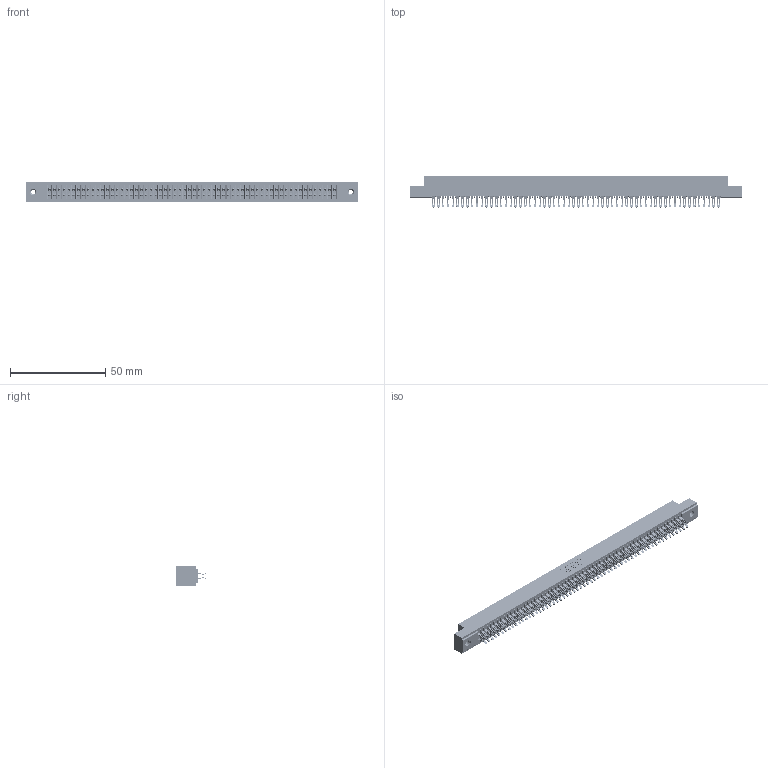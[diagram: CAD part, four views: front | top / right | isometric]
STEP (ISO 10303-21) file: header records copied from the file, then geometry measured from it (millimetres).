
FILE_DESCRIPTION (( 'STEP AP203' ), '1' );
FILE_NAME ('341-120-555-208.STEP', '2018-08-08T15:00:49', ( '' ), ( '' ), 'SwSTEP 2.0', 'SolidWorks 2016', '' );
FILE_SCHEMA (( 'CONFIG_CONTROL_DESIGN' ));
Length unit declared in the file: inch
Products named in the file (4): 341 Part_.156 (3.96) Dia Mounting Holes; 341-292-001_341-292-155; 345-250-001_345-250-003-102; 341-120-555-208
Assembly tree (123 placements, depth 2):
  341-120-555-208
    341 Part_.156 (3.96) Dia Mounting Holes
    341-292-001_341-292-155  x120
    345-250-001_345-250-003-102  x2
Bounding box: 174.62 x 16.31 x 10.16 mm (x, y, z)
Volume: 13057.1 mm3; surface area: 24744.2 mm2
Topology: 123 solids, 123 shells, 9536 faces, 28472 edges, 18530 vertices
Faces by surface type: plane 5140, cylinder 4140, sphere 122, torus 122, cone 12
Entity records: 71870 total; most frequent: CARTESIAN_POINT 11945, ORIENTED_EDGE 11856, DIRECTION 11580, EDGE_CURVE 5928, LINE 4790, VECTOR 4790, VERTEX_POINT 3744, AXIS2_PLACEMENT_3D 3395
